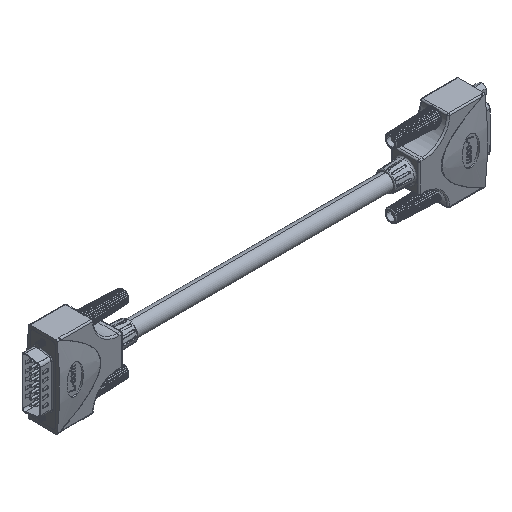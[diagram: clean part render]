
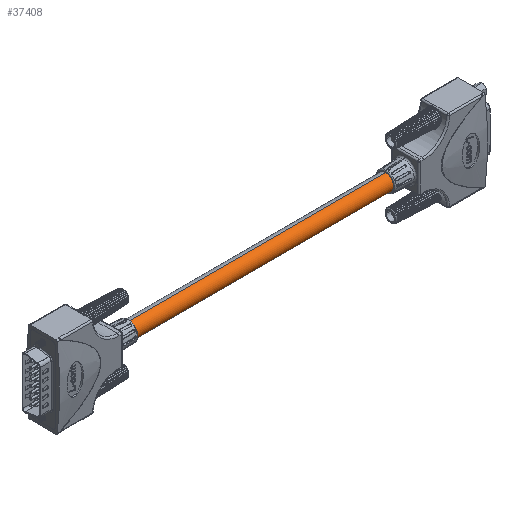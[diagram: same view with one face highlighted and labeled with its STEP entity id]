
A CAD part, isometric view. The second image highlights one B-rep face of the part: STEP entity #37408.
In plain terms, the highlighted cylindrical face has radius 4 mm (diameter 8.001 mm), a partial arc.
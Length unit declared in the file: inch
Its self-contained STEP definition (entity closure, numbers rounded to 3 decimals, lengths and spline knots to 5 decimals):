
#21799 = CARTESIAN_POINT ( 'NONE',  ( -3., 0., -0.1575 ) ) ;
#21810 = CARTESIAN_POINT ( 'NONE',  ( 3., 0., 0.1575 ) ) ;
#21850 = DIRECTION ( 'NONE',  ( 0., 0., -1. ) ) ;
#21851 = DIRECTION ( 'NONE',  ( 1., 0., 0. ) ) ;
#21852 = CARTESIAN_POINT ( 'NONE',  ( 3., 0., 0. ) ) ;
#21857 = DIRECTION ( 'NONE',  ( -1., 0., 0. ) ) ;
#21858 = VECTOR ( 'NONE', #21857, 39.37008 ) ;
#21860 = CARTESIAN_POINT ( 'NONE',  ( 3., 0., -0.1575 ) ) ;
#21862 = AXIS2_PLACEMENT_3D ( 'NONE', #21852, #21851, #21850 ) ;
#21863 = LINE ( 'NONE', #21860, #21858 ) ;
#21864 = CIRCLE ( 'NONE', #21862, 0.1575 ) ;
#21866 = CARTESIAN_POINT ( 'NONE',  ( -3., 0., 0.1575 ) ) ;
#21877 = DIRECTION ( 'NONE',  ( 0., 0., 1. ) ) ;
#21878 = CYLINDRICAL_SURFACE ( 'NONE', #21925, 0.1575 ) ;
#21882 = CARTESIAN_POINT ( 'NONE',  ( 3., 0., 0. ) ) ;
#21888 = CARTESIAN_POINT ( 'NONE',  ( 3., 0., 0.1575 ) ) ;
#21889 = LINE ( 'NONE', #21888, #21927 ) ;
#21914 = DIRECTION ( 'NONE',  ( 0., 0., -1. ) ) ;
#21915 = DIRECTION ( 'NONE',  ( 1., 0., 0. ) ) ;
#21916 = AXIS2_PLACEMENT_3D ( 'NONE', #21921, #21915, #21914 ) ;
#21921 = CARTESIAN_POINT ( 'NONE',  ( -3., 0., 0. ) ) ;
#21924 = DIRECTION ( 'NONE',  ( -1., 0., 0. ) ) ;
#21925 = AXIS2_PLACEMENT_3D ( 'NONE', #21882, #21924, #21877 ) ;
#21926 = DIRECTION ( 'NONE',  ( -1., 0., 0. ) ) ;
#21927 = VECTOR ( 'NONE', #21926, 39.37008 ) ;
#21929 = CIRCLE ( 'NONE', #21916, 0.1575 ) ;
#21930 = FACE_OUTER_BOUND ( 'NONE', #37402, .T. ) ;
#21935 = CARTESIAN_POINT ( 'NONE',  ( 3., 0., -0.1575 ) ) ;
#37347 = VERTEX_POINT ( 'NONE', #21810 ) ;
#37355 = VERTEX_POINT ( 'NONE', #21866 ) ;
#37359 = EDGE_CURVE ( 'NONE', #37465, #37368, #21863, .T. ) ;
#37364 = EDGE_CURVE ( 'NONE', #37347, #37465, #21864, .T. ) ;
#37368 = VERTEX_POINT ( 'NONE', #21799 ) ;
#37402 = EDGE_LOOP ( 'NONE', ( #37412, #37422, #37415, #37421 ) ) ;
#37404 = EDGE_CURVE ( 'NONE', #37347, #37355, #21889, .T. ) ;
#37408 = ADVANCED_FACE ( 'NONE', ( #21930 ), #21878, .T. ) ;
#37410 = EDGE_CURVE ( 'NONE', #37355, #37368, #21929, .T. ) ;
#37412 = ORIENTED_EDGE ( 'NONE', *, *, #37359, .F. ) ;
#37415 = ORIENTED_EDGE ( 'NONE', *, *, #37404, .T. ) ;
#37421 = ORIENTED_EDGE ( 'NONE', *, *, #37410, .T. ) ;
#37422 = ORIENTED_EDGE ( 'NONE', *, *, #37364, .F. ) ;
#37465 = VERTEX_POINT ( 'NONE', #21935 ) ;
